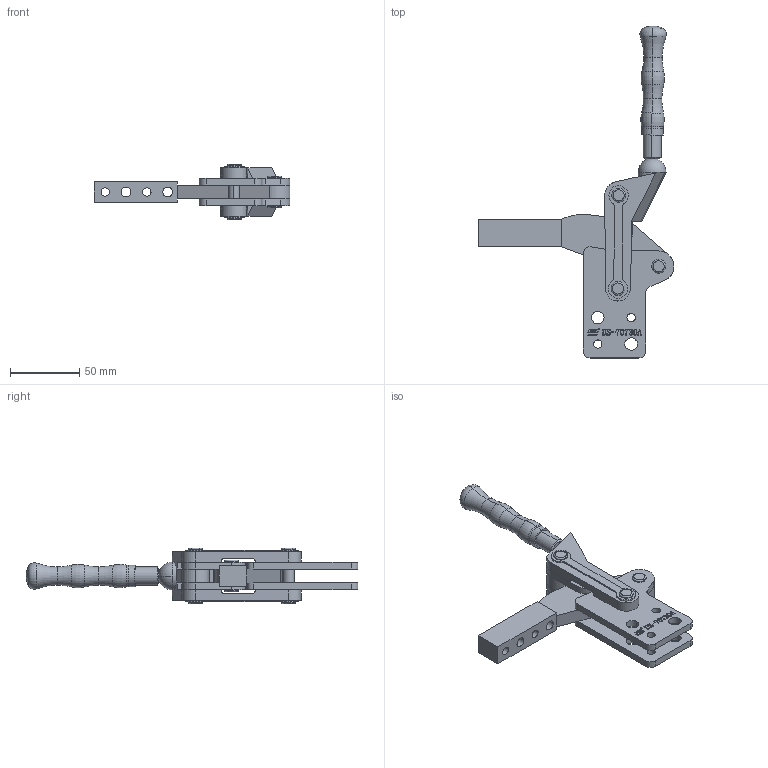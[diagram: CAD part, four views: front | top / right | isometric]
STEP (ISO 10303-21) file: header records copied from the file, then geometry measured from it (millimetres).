
FILE_DESCRIPTION (( 'STEP AP203' ), '1' );
FILE_NAME ('HS-70730A 装配体.STEP', '2018-12-07T08:22:45', ( 'PCOS' ), ( '微软中国' ), 'SwSTEP 2.0', 'SolidWorks 2012', '' );
FILE_SCHEMA (( 'CONFIG_CONTROL_DESIGN' ));
Length unit declared in the file: millimetre
Products named in the file (8): HS-70730A 蚾饜极; 忒參; 揤參; 种2; 种1; 忒梟; 蟀裝; 菁釱
Assembly tree (10 placements, depth 2):
  HS-70730A 蚾饜极
    菁釱
    蟀裝  x2
    忒梟
    种1  x2
    种2  x2
    揤參
    忒參
Bounding box: 141 x 239 x 40 mm (x, y, z)
Volume: 144790.6 mm3; surface area: 60189.6 mm2
Topology: 11 solids, 11 shells, 628 faces, 1654 edges, 1087 vertices
Faces by surface type: plane 275, cylinder 173, bspline 142, torus 32, sphere 4, cone 2
Entity records: 25335 total; most frequent: CARTESIAN_POINT 10264, ORIENTED_EDGE 3146, DIRECTION 2557, EDGE_CURVE 1573, VERTEX_POINT 1037, LINE 921, VECTOR 921, AXIS2_PLACEMENT_3D 818
